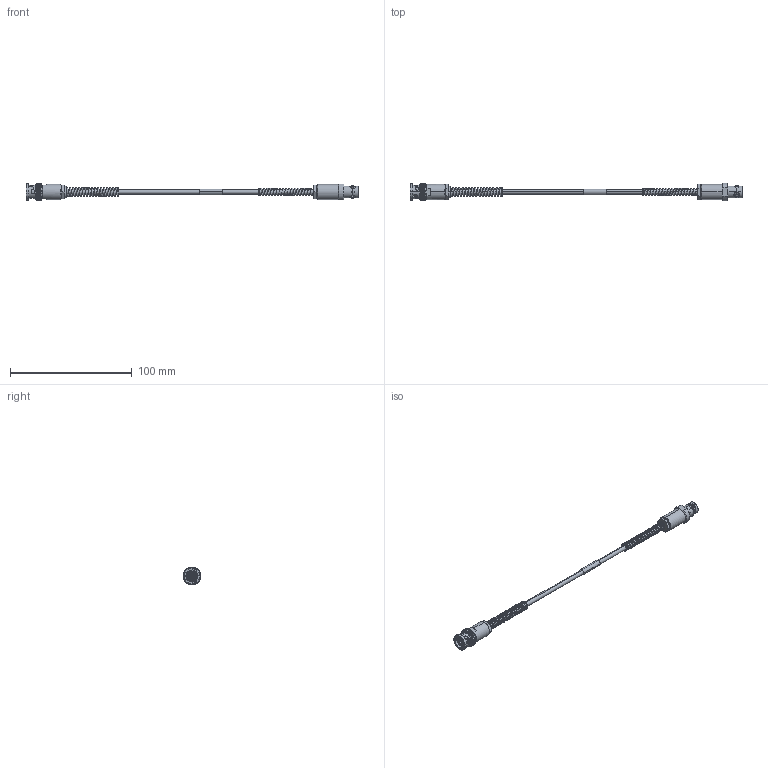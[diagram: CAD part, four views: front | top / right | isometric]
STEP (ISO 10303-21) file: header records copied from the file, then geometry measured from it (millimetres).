
FILE_DESCRIPTION (( 'STEP AP214' ), '1' );
FILE_NAME ('FM3MP2397_3D.step', '2023-08-16T19:29:49', ( '' ), ( '' ), 'SwSTEP 2.0', 'SolidWorks 2022', '' );
FILE_SCHEMA (( 'AUTOMOTIVE_DESIGN' ));
Length unit declared in the file: inch
Products named in the file (16): 10-06033-XXX-MA3; 10-06033-XXX-MA5; 10-06033-XXX-MA4; 10-06033-XXX; 30-02003_8"; 10-06570-XXX_With Strain Relief; FM3MP2397_3D; 10-06033-XXX-MA1; 10-06030-XXX-MA2_With Strain Relief; 10-06575-XXX-MA1; 10-06033-XXX-MA2; 10-06033-XXX-MA6; 10-06033-XXX-MA7; 1AW01-003_.182 ID x .75" long; 10-06575-XXX-MA3; 10-06033-XXX-MA8
Assembly tree (15 placements, depth 3):
  FM3MP2397_3D
    30-02003_8"
    10-06033-XXX
      10-06033-XXX-MA1
      10-06033-XXX-MA2
      10-06033-XXX-MA3
      10-06033-XXX-MA4
      10-06033-XXX-MA5
      10-06033-XXX-MA6
      10-06033-XXX-MA7
      10-06033-XXX-MA8
    10-06570-XXX_With Strain Relief
      10-06575-XXX-MA1
      10-06575-XXX-MA3
      10-06030-XXX-MA2_With Strain Relief
    1AW01-003_.182 ID x .75" long
Bounding box: 272.65 x 14.49 x 14.49 mm (x, y, z)
Volume: 9264.3 mm3; surface area: 12973 mm2
Topology: 14 solids, 14 shells, 942 faces, 2545 edges, 1658 vertices
Faces by surface type: cylinder 470, torus 202, plane 153, cone 98, bspline 19
Entity records: 46143 total; most frequent: CARTESIAN_POINT 21422, ORIENTED_EDGE 5082, DIRECTION 4984, EDGE_CURVE 2541, AXIS2_PLACEMENT_3D 2138, VERTEX_POINT 1658, CIRCLE 1195, EDGE_LOOP 1005
